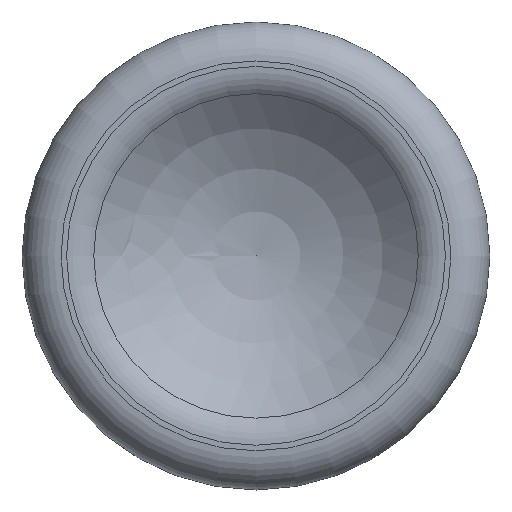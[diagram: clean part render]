
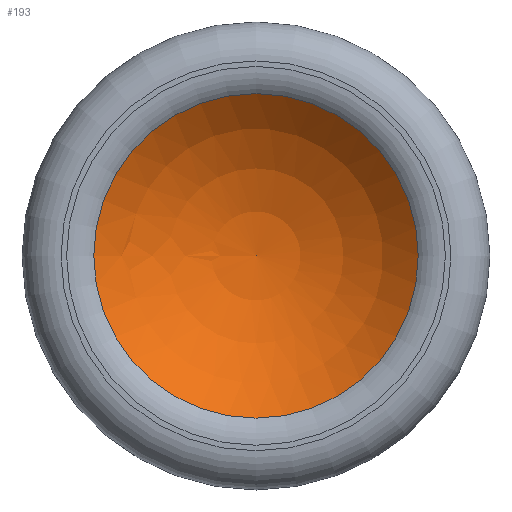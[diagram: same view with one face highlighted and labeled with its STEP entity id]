
A CAD part, top view. The second image highlights one B-rep face of the part: STEP entity #193.
In plain terms, the highlighted spherical face has radius 8.957 mm.
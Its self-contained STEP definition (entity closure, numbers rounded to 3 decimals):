
#45=SPHERICAL_SURFACE('',#225,8.957);
#59=FACE_OUTER_BOUND('',#73,.T.);
#73=EDGE_LOOP('',(#146,#147,#148,#149));
#88=CIRCLE('',#221,6.242);
#89=CIRCLE('',#222,6.242);
#91=CIRCLE('',#226,8.957);
#98=VERTEX_POINT('',#310);
#99=VERTEX_POINT('',#312);
#101=VERTEX_POINT('',#319);
#116=EDGE_CURVE('',#98,#99,#88,.T.);
#117=EDGE_CURVE('',#99,#98,#89,.T.);
#119=EDGE_CURVE('',#101,#99,#91,.T.);
#146=ORIENTED_EDGE('',*,*,#116,.F.);
#147=ORIENTED_EDGE('',*,*,#117,.F.);
#148=ORIENTED_EDGE('',*,*,#119,.F.);
#149=ORIENTED_EDGE('',*,*,#119,.T.);
#193=ADVANCED_FACE('',(#59),#45,.F.);
#221=AXIS2_PLACEMENT_3D('',#313,#250,#251);
#222=AXIS2_PLACEMENT_3D('',#314,#252,#253);
#225=AXIS2_PLACEMENT_3D('',#318,#258,#259);
#226=AXIS2_PLACEMENT_3D('',#320,#260,#261);
#250=DIRECTION('center_axis',(0.,0.,-1.));
#251=DIRECTION('ref_axis',(0.,1.,0.));
#252=DIRECTION('center_axis',(0.,0.,-1.));
#253=DIRECTION('ref_axis',(0.,1.,0.));
#258=DIRECTION('center_axis',(0.,0.,1.));
#259=DIRECTION('ref_axis',(1.,0.,0.));
#260=DIRECTION('center_axis',(0.,1.,0.));
#261=DIRECTION('ref_axis',(-1.,0.,0.));
#310=CARTESIAN_POINT('',(31.242,0.,13.076));
#312=CARTESIAN_POINT('',(18.758,0.,13.076));
#313=CARTESIAN_POINT('Origin',(25.,0.,13.076));
#314=CARTESIAN_POINT('Origin',(25.,0.,13.076));
#318=CARTESIAN_POINT('Origin',(25.,0.,19.5));
#319=CARTESIAN_POINT('',(25.,0.,10.543));
#320=CARTESIAN_POINT('Origin',(25.,0.,19.5));
